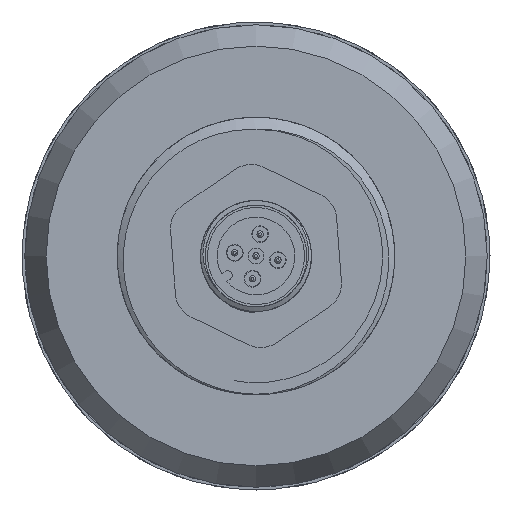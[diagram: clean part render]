
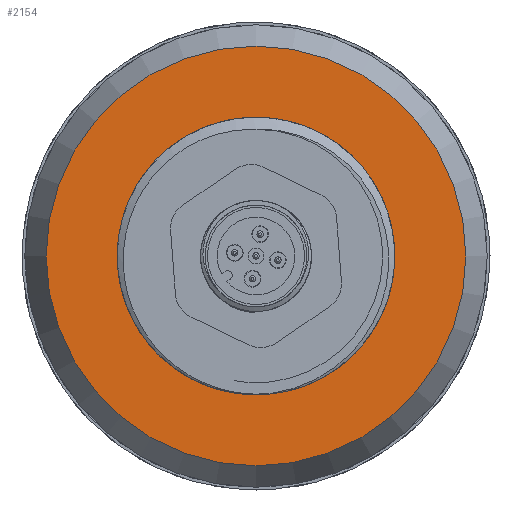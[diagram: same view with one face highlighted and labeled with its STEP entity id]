
A CAD part, front view. The second image highlights one B-rep face of the part: STEP entity #2154.
In plain terms, the highlighted planar face has unit normal (0, -1, 0).
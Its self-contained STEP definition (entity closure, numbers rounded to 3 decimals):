
#220=FACE_BOUND('',#441,.T.);
#252=PLANE('',#2510);
#301=FACE_OUTER_BOUND('',#440,.T.);
#440=EDGE_LOOP('',(#1478));
#441=EDGE_LOOP('',(#1479));
#841=CIRCLE('',#2509,22.691);
#842=CIRCLE('',#2511,13.);
#943=VERTEX_POINT('',#3414);
#944=VERTEX_POINT('',#3418);
#1155=EDGE_CURVE('',#943,#943,#841,.T.);
#1156=EDGE_CURVE('',#944,#944,#842,.T.);
#1478=ORIENTED_EDGE('',*,*,#1155,.F.);
#1479=ORIENTED_EDGE('',*,*,#1156,.F.);
#2154=ADVANCED_FACE('',(#301,#220),#252,.T.);
#2509=AXIS2_PLACEMENT_3D('',#3416,#2797,#2798);
#2510=AXIS2_PLACEMENT_3D('',#3417,#2799,#2800);
#2511=AXIS2_PLACEMENT_3D('',#3419,#2801,#2802);
#2797=DIRECTION('center_axis',(0.,1.,0.));
#2798=DIRECTION('ref_axis',(1.,0.,0.));
#2799=DIRECTION('center_axis',(0.,-1.,0.));
#2800=DIRECTION('ref_axis',(0.,0.,-1.));
#2801=DIRECTION('center_axis',(0.,-1.,0.));
#2802=DIRECTION('ref_axis',(1.,0.,0.));
#3414=CARTESIAN_POINT('',(-22.691,-2.5,0.));
#3416=CARTESIAN_POINT('Origin',(0.,-2.5,0.));
#3417=CARTESIAN_POINT('Origin',(-25.,-2.5,0.));
#3418=CARTESIAN_POINT('',(13.,-2.5,0.));
#3419=CARTESIAN_POINT('Origin',(0.,-2.5,0.));
